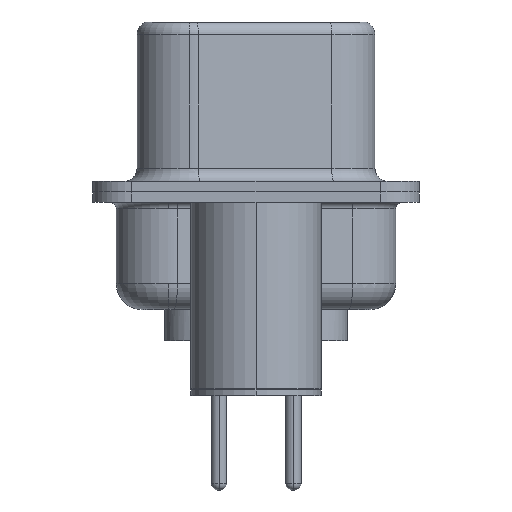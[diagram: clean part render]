
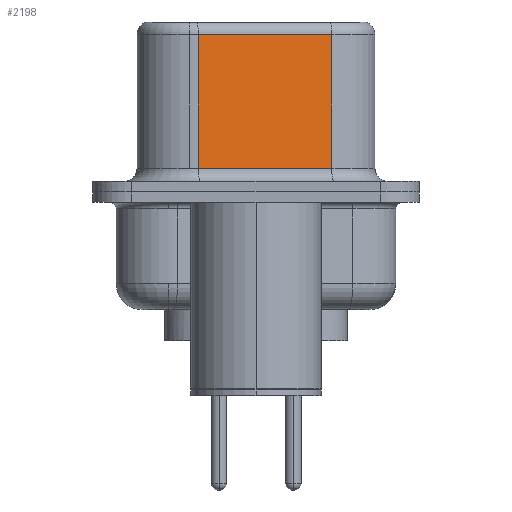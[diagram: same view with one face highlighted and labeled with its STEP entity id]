
A CAD part, left-side view. The second image highlights one B-rep face of the part: STEP entity #2198.
In plain terms, the highlighted planar face has unit normal (-0.985, -0.174, 0).
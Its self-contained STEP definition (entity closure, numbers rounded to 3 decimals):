
#1467 = DIRECTION ( 'NONE',  ( 0.174, -0.985, 0. ) ) ;
#1907 = CARTESIAN_POINT ( 'NONE',  ( 4.58, -2.897, 6.52 ) ) ;
#2191 = AXIS2_PLACEMENT_3D ( 'NONE', #2439, #13900, #11609 ) ;
#2198 = ADVANCED_FACE ( 'NONE', ( #2584 ), #13834, .F. ) ;
#2439 = CARTESIAN_POINT ( 'NONE',  ( 4.58, -2.897, 6.52 ) ) ;
#2584 = FACE_OUTER_BOUND ( 'NONE', #5901, .T. ) ;
#3298 = ORIENTED_EDGE ( 'NONE', *, *, #3829, .T. ) ;
#3527 = ORIENTED_EDGE ( 'NONE', *, *, #6992, .T. ) ;
#3667 = LINE ( 'NONE', #11774, #10916 ) ;
#3829 = EDGE_CURVE ( 'NONE', #6915, #13645, #14058, .T. ) ;
#5215 = CARTESIAN_POINT ( 'NONE',  ( 3.68, 2.203, 6.52 ) ) ;
#5901 = EDGE_LOOP ( 'NONE', ( #10678, #3527, #8135, #3298 ) ) ;
#6899 = CARTESIAN_POINT ( 'NONE',  ( 3.68, 2.203, 6.02 ) ) ;
#6915 = VERTEX_POINT ( 'NONE', #8036 ) ;
#6992 = EDGE_CURVE ( 'NONE', #13175, #10873, #3667, .T. ) ;
#7291 = VECTOR ( 'NONE', #9788, 1000. ) ;
#7755 = VECTOR ( 'NONE', #13659, 1000. ) ;
#8036 = CARTESIAN_POINT ( 'NONE',  ( 3.68, 2.203, 0.9 ) ) ;
#8135 = ORIENTED_EDGE ( 'NONE', *, *, #11663, .T. ) ;
#9529 = CARTESIAN_POINT ( 'NONE',  ( 4.58, -2.897, 6.02 ) ) ;
#9788 = DIRECTION ( 'NONE',  ( 0., 0., -1. ) ) ;
#10476 = CARTESIAN_POINT ( 'NONE',  ( 4.58, -2.897, 0.9 ) ) ;
#10513 = EDGE_CURVE ( 'NONE', #13175, #13645, #11211, .T. ) ;
#10678 = ORIENTED_EDGE ( 'NONE', *, *, #10513, .F. ) ;
#10873 = VERTEX_POINT ( 'NONE', #6899 ) ;
#10916 = VECTOR ( 'NONE', #12752, 1000. ) ;
#10917 = CARTESIAN_POINT ( 'NONE',  ( 4.58, -2.897, 0.9 ) ) ;
#11211 = LINE ( 'NONE', #1907, #7755 ) ;
#11609 = DIRECTION ( 'NONE',  ( -0.174, 0.985, 0. ) ) ;
#11663 = EDGE_CURVE ( 'NONE', #10873, #6915, #11964, .T. ) ;
#11774 = CARTESIAN_POINT ( 'NONE',  ( 4.58, -2.897, 6.02 ) ) ;
#11964 = LINE ( 'NONE', #5215, #7291 ) ;
#12735 = VECTOR ( 'NONE', #1467, 1000. ) ;
#12752 = DIRECTION ( 'NONE',  ( -0.174, 0.985, 0. ) ) ;
#13175 = VERTEX_POINT ( 'NONE', #9529 ) ;
#13645 = VERTEX_POINT ( 'NONE', #10917 ) ;
#13659 = DIRECTION ( 'NONE',  ( 0., 0., -1. ) ) ;
#13834 = PLANE ( 'NONE',  #2191 ) ;
#13900 = DIRECTION ( 'NONE',  ( 0.985, 0.174, 0. ) ) ;
#14058 = LINE ( 'NONE', #10476, #12735 ) ;
